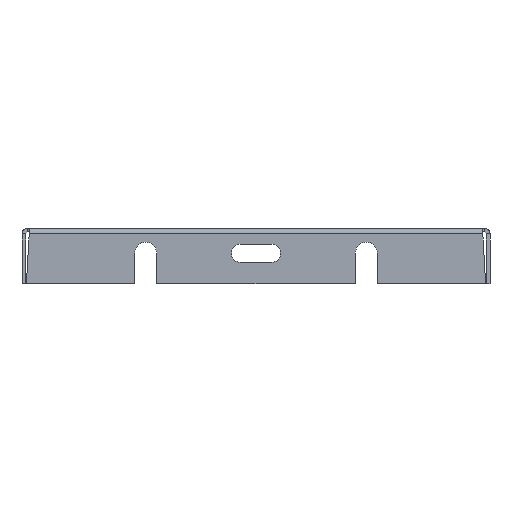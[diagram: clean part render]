
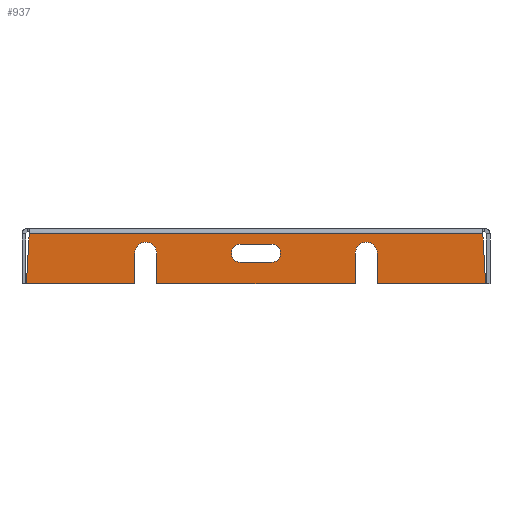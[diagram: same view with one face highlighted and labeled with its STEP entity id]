
A CAD part, front view. The second image highlights one B-rep face of the part: STEP entity #937.
In plain terms, the highlighted face is planar.
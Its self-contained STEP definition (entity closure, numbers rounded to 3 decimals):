
#937=ADVANCED_FACE('',(#5068,#5070),#5072,.T.);
#5068=FACE_BOUND('',#5069,.T.);
#5069=EDGE_LOOP('',(#8576,#8577,#8578,#8579,#8580,#8581,#8582,#8583,#8584,#8585,
#8586,#8587));
#5070=FACE_BOUND('',#5071,.T.);
#5071=EDGE_LOOP('',(#8588,#8589,#8590,#8591));
#5072=PLANE('',#5073);
#5073=AXIS2_PLACEMENT_3D('',#5074,#5075,#5076);
#5074=CARTESIAN_POINT('',(8.28,0.8,8.48));
#5075=DIRECTION('',(-0.,0.,1.));
#5076=DIRECTION('',(1.,0.,0.));
#8576=ORIENTED_EDGE('',*,*,#11036,.F.);
#8577=ORIENTED_EDGE('',*,*,#11037,.F.);
#8578=ORIENTED_EDGE('',*,*,#11038,.T.);
#8579=ORIENTED_EDGE('',*,*,#11039,.F.);
#8580=ORIENTED_EDGE('',*,*,#11040,.T.);
#8581=ORIENTED_EDGE('',*,*,#11041,.T.);
#8582=ORIENTED_EDGE('',*,*,#11042,.T.);
#8583=ORIENTED_EDGE('',*,*,#11043,.F.);
#8584=ORIENTED_EDGE('',*,*,#11044,.T.);
#8585=ORIENTED_EDGE('',*,*,#11045,.T.);
#8586=ORIENTED_EDGE('',*,*,#11046,.T.);
#8587=ORIENTED_EDGE('',*,*,#11047,.F.);
#8588=ORIENTED_EDGE('',*,*,#11048,.T.);
#8589=ORIENTED_EDGE('',*,*,#11049,.F.);
#8590=ORIENTED_EDGE('',*,*,#10844,.T.);
#8591=ORIENTED_EDGE('',*,*,#11050,.F.);
#10844=EDGE_CURVE('',#12187,#12184,#12188,.T.);
#11036=EDGE_CURVE('',#12507,#12508,#12509,.T.);
#11037=EDGE_CURVE('',#12510,#12507,#12511,.T.);
#11038=EDGE_CURVE('',#12510,#12512,#12513,.T.);
#11039=EDGE_CURVE('',#12514,#12512,#12515,.T.);
#11040=EDGE_CURVE('',#12514,#12516,#12517,.T.);
#11041=EDGE_CURVE('',#12516,#12518,#12519,.T.);
#11042=EDGE_CURVE('',#12518,#12520,#12521,.T.);
#11043=EDGE_CURVE('',#12522,#12520,#12523,.T.);
#11044=EDGE_CURVE('',#12522,#12524,#12525,.T.);
#11045=EDGE_CURVE('',#12524,#12526,#12527,.T.);
#11046=EDGE_CURVE('',#12526,#12528,#12529,.T.);
#11047=EDGE_CURVE('',#12508,#12528,#12530,.T.);
#11048=EDGE_CURVE('',#12531,#12532,#12533,.T.);
#11049=EDGE_CURVE('',#12187,#12532,#12534,.T.);
#11050=EDGE_CURVE('',#12531,#12184,#12535,.T.);
#12184=VERTEX_POINT('',#14479);
#12187=VERTEX_POINT('',#14484);
#12188=CIRCLE('',#14485,0.325);
#12507=VERTEX_POINT('',#15190);
#12508=VERTEX_POINT('',#15191);
#12509=LINE('',#15192,#15193);
#12510=VERTEX_POINT('',#15195);
#12511=LINE('',#15196,#15197);
#12512=VERTEX_POINT('',#15199);
#12513=LINE('',#15200,#15201);
#12514=VERTEX_POINT('',#15203);
#12515=LINE('',#15204,#15205);
#12516=VERTEX_POINT('',#15207);
#12517=CIRCLE('',#15208,0.4);
#12518=VERTEX_POINT('',#15212);
#12519=LINE('',#15213,#15214);
#12520=VERTEX_POINT('',#15216);
#12521=LINE('',#15217,#15218);
#12522=VERTEX_POINT('',#15220);
#12523=LINE('',#15221,#15222);
#12524=VERTEX_POINT('',#15224);
#12525=CIRCLE('',#15225,0.4);
#12526=VERTEX_POINT('',#15229);
#12527=LINE('',#15230,#15231);
#12528=VERTEX_POINT('',#15233);
#12529=LINE('',#15234,#15235);
#12530=LINE('',#15237,#15238);
#12531=VERTEX_POINT('',#15240);
#12532=VERTEX_POINT('',#15241);
#12533=CIRCLE('',#15242,0.325);
#12534=LINE('',#15246,#15247);
#12535=LINE('',#15249,#15250);
#14479=CARTESIAN_POINT('',(0.565,-0.225,8.48));
#14484=CARTESIAN_POINT('',(0.565,0.425,8.48));
#14485=AXIS2_PLACEMENT_3D('',#14486,#14487,#14488);
#14486=CARTESIAN_POINT('',(0.565,0.1,8.48));
#14487=DIRECTION('',(0.,0.,-1.));
#14488=DIRECTION('',(0.,1.,0.));
#15190=CARTESIAN_POINT('',(-8.22,0.8,8.48));
#15191=CARTESIAN_POINT('',(8.22,0.8,8.48));
#15192=CARTESIAN_POINT('',(-8.22,0.8,8.48));
#15193=VECTOR('',#15194,1.);
#15194=DIRECTION('',(1.,0.,0.));
#15195=CARTESIAN_POINT('',(-8.32,-1.,8.48));
#15196=CARTESIAN_POINT('',(-8.32,-1.,8.48));
#15197=VECTOR('',#15198,1.);
#15198=DIRECTION('',(0.056,0.998,0.));
#15199=CARTESIAN_POINT('',(-4.4,-1.,8.48));
#15200=CARTESIAN_POINT('',(-8.32,-1.,8.48));
#15201=VECTOR('',#15202,1.);
#15202=DIRECTION('',(1.,0.,0.));
#15203=CARTESIAN_POINT('',(-4.4,0.1,8.48));
#15204=CARTESIAN_POINT('',(-4.4,0.1,8.48));
#15205=VECTOR('',#15206,1.);
#15206=DIRECTION('',(0.,-1.,0.));
#15207=CARTESIAN_POINT('',(-3.6,0.1,8.48));
#15208=AXIS2_PLACEMENT_3D('',#15209,#15210,#15211);
#15209=CARTESIAN_POINT('',(-4.,0.1,8.48));
#15210=DIRECTION('',(0.,-0.,-1.));
#15211=DIRECTION('',(-1.,0.,0.));
#15212=CARTESIAN_POINT('',(-3.6,-1.,8.48));
#15213=CARTESIAN_POINT('',(-3.6,0.1,8.48));
#15214=VECTOR('',#15215,1.);
#15215=DIRECTION('',(0.,-1.,0.));
#15216=CARTESIAN_POINT('',(3.6,-1.,8.48));
#15217=CARTESIAN_POINT('',(-3.6,-1.,8.48));
#15218=VECTOR('',#15219,1.);
#15219=DIRECTION('',(1.,0.,0.));
#15220=CARTESIAN_POINT('',(3.6,0.1,8.48));
#15221=CARTESIAN_POINT('',(3.6,0.1,8.48));
#15222=VECTOR('',#15223,1.);
#15223=DIRECTION('',(0.,-1.,0.));
#15224=CARTESIAN_POINT('',(4.4,0.1,8.48));
#15225=AXIS2_PLACEMENT_3D('',#15226,#15227,#15228);
#15226=CARTESIAN_POINT('',(4.,0.1,8.48));
#15227=DIRECTION('',(0.,-0.,-1.));
#15228=DIRECTION('',(-1.,0.,0.));
#15229=CARTESIAN_POINT('',(4.4,-1.,8.48));
#15230=CARTESIAN_POINT('',(4.4,0.1,8.48));
#15231=VECTOR('',#15232,1.);
#15232=DIRECTION('',(0.,-1.,0.));
#15233=CARTESIAN_POINT('',(8.32,-1.,8.48));
#15234=CARTESIAN_POINT('',(4.4,-1.,8.48));
#15235=VECTOR('',#15236,1.);
#15236=DIRECTION('',(1.,0.,0.));
#15237=CARTESIAN_POINT('',(8.22,0.8,8.48));
#15238=VECTOR('',#15239,1.);
#15239=DIRECTION('',(0.056,-0.998,0.));
#15240=CARTESIAN_POINT('',(-0.565,-0.225,8.48));
#15241=CARTESIAN_POINT('',(-0.565,0.425,8.48));
#15242=AXIS2_PLACEMENT_3D('',#15243,#15244,#15245);
#15243=CARTESIAN_POINT('',(-0.565,0.1,8.48));
#15244=DIRECTION('',(0.,-0.,-1.));
#15245=DIRECTION('',(0.,-1.,0.));
#15246=CARTESIAN_POINT('',(0.565,0.425,8.48));
#15247=VECTOR('',#15248,1.);
#15248=DIRECTION('',(-1.,0.,0.));
#15249=CARTESIAN_POINT('',(-0.565,-0.225,8.48));
#15250=VECTOR('',#15251,1.);
#15251=DIRECTION('',(1.,0.,0.));
